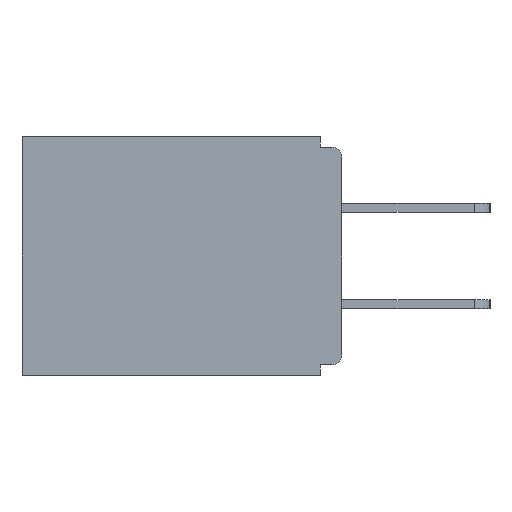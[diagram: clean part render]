
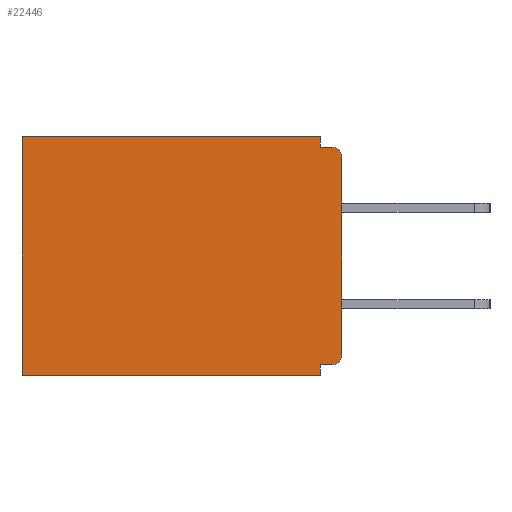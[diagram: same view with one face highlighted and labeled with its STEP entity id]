
A CAD part, left-side view. The second image highlights one B-rep face of the part: STEP entity #22446.
In plain terms, the highlighted planar face has unit normal (-1, 0, 0).
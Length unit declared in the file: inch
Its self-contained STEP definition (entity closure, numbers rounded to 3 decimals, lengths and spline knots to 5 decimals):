
#770 = VECTOR ( 'NONE', #17706, 39.37008 ) ;
#1278 = ORIENTED_EDGE ( 'NONE', *, *, #16571, .F. ) ;
#1709 = ORIENTED_EDGE ( 'NONE', *, *, #24483, .F. ) ;
#1802 = VECTOR ( 'NONE', #4932, 39.37008 ) ;
#2031 = EDGE_CURVE ( 'NONE', #21885, #6156, #24068, .T. ) ;
#2389 = LINE ( 'NONE', #26183, #12122 ) ;
#2425 = CARTESIAN_POINT ( 'NONE',  ( 0.298, 0.031, -0.328 ) ) ;
#2492 = DIRECTION ( 'NONE',  ( -1., 0., 0. ) ) ;
#2520 = LINE ( 'NONE', #9892, #13592 ) ;
#2598 = CARTESIAN_POINT ( 'NONE',  ( 0.298, 0., -0.313 ) ) ;
#2713 = EDGE_CURVE ( 'NONE', #21885, #16517, #11493, .T. ) ;
#2934 = CARTESIAN_POINT ( 'NONE',  ( 0.298, 0.015, -0.313 ) ) ;
#3215 = CARTESIAN_POINT ( 'NONE',  ( 0.298, 0.031, -0.015 ) ) ;
#3999 = DIRECTION ( 'NONE',  ( 0., 1., 0. ) ) ;
#4048 = EDGE_CURVE ( 'NONE', #18370, #11196, #2389, .T. ) ;
#4726 = CARTESIAN_POINT ( 'NONE',  ( 0.298, 0., 0. ) ) ;
#4932 = DIRECTION ( 'NONE',  ( 0., 0., -1. ) ) ;
#6156 = VERTEX_POINT ( 'NONE', #3215 ) ;
#6944 = LINE ( 'NONE', #4726, #13513 ) ;
#7440 = ORIENTED_EDGE ( 'NONE', *, *, #4048, .F. ) ;
#8112 = CARTESIAN_POINT ( 'NONE',  ( 0.298, 0.46, -0.343 ) ) ;
#8319 = DIRECTION ( 'NONE',  ( 0., 1., 0. ) ) ;
#9892 = CARTESIAN_POINT ( 'NONE',  ( 0.298, 0., -0.328 ) ) ;
#10613 = ORIENTED_EDGE ( 'NONE', *, *, #28464, .T. ) ;
#10949 = ORIENTED_EDGE ( 'NONE', *, *, #18773, .F. ) ;
#11167 = LINE ( 'NONE', #20614, #1802 ) ;
#11196 = VERTEX_POINT ( 'NONE', #8112 ) ;
#11493 = LINE ( 'NONE', #28315, #15976 ) ;
#11611 = CARTESIAN_POINT ( 'NONE',  ( 0.298, 0.015, -0.03 ) ) ;
#12122 = VECTOR ( 'NONE', #8319, 39.37008 ) ;
#12136 = CARTESIAN_POINT ( 'NONE',  ( 0.298, 0.031, -0.343 ) ) ;
#12249 = VERTEX_POINT ( 'NONE', #2598 ) ;
#12454 = CARTESIAN_POINT ( 'NONE',  ( 0.298, 0.031, 0. ) ) ;
#12467 = CIRCLE ( 'NONE', #12753, 0.015 ) ;
#12478 = VERTEX_POINT ( 'NONE', #14664 ) ;
#12686 = VERTEX_POINT ( 'NONE', #15930 ) ;
#12690 = DIRECTION ( 'NONE',  ( 1., 0., 0. ) ) ;
#12711 = CARTESIAN_POINT ( 'NONE',  ( 0.298, 0., -0.015 ) ) ;
#12753 = AXIS2_PLACEMENT_3D ( 'NONE', #11611, #2492, #20418 ) ;
#12970 = VERTEX_POINT ( 'NONE', #28354 ) ;
#12996 = ORIENTED_EDGE ( 'NONE', *, *, #25058, .T. ) ;
#13030 = FACE_OUTER_BOUND ( 'NONE', #26167, .T. ) ;
#13513 = VECTOR ( 'NONE', #26926, 39.37008 ) ;
#13592 = VECTOR ( 'NONE', #20857, 39.37008 ) ;
#14617 = EDGE_CURVE ( 'NONE', #12478, #22088, #2520, .T. ) ;
#14664 = CARTESIAN_POINT ( 'NONE',  ( 0.298, 0.015, -0.328 ) ) ;
#15930 = CARTESIAN_POINT ( 'NONE',  ( 0.298, 0., -0.03 ) ) ;
#15973 = VECTOR ( 'NONE', #19387, 39.37008 ) ;
#15976 = VECTOR ( 'NONE', #3999, 39.37008 ) ;
#16517 = VERTEX_POINT ( 'NONE', #26685 ) ;
#16571 = EDGE_CURVE ( 'NONE', #12686, #12249, #6944, .T. ) ;
#17706 = DIRECTION ( 'NONE',  ( 0., 0., -1. ) ) ;
#17769 = VECTOR ( 'NONE', #20957, 39.37008 ) ;
#18193 = CIRCLE ( 'NONE', #21045, 0.015 ) ;
#18343 = DIRECTION ( 'NONE',  ( 0., 0., -1. ) ) ;
#18370 = VERTEX_POINT ( 'NONE', #19836 ) ;
#18773 = EDGE_CURVE ( 'NONE', #6156, #12970, #18789, .T. ) ;
#18789 = LINE ( 'NONE', #12711, #15973 ) ;
#19288 = ORIENTED_EDGE ( 'NONE', *, *, #14617, .F. ) ;
#19387 = DIRECTION ( 'NONE',  ( 0., -1., 0. ) ) ;
#19446 = AXIS2_PLACEMENT_3D ( 'NONE', #23847, #12690, #24049 ) ;
#19836 = CARTESIAN_POINT ( 'NONE',  ( 0.298, 0.031, -0.343 ) ) ;
#20025 = CARTESIAN_POINT ( 'NONE',  ( 0.298, 0.031, -0.343 ) ) ;
#20418 = DIRECTION ( 'NONE',  ( 0., 0., -1. ) ) ;
#20614 = CARTESIAN_POINT ( 'NONE',  ( 0.298, 0.46, 0. ) ) ;
#20857 = DIRECTION ( 'NONE',  ( 0., 1., 0. ) ) ;
#20880 = EDGE_CURVE ( 'NONE', #12686, #12970, #12467, .T. ) ;
#20957 = DIRECTION ( 'NONE',  ( 0., 0., -1. ) ) ;
#21045 = AXIS2_PLACEMENT_3D ( 'NONE', #2934, #24971, #18343 ) ;
#21277 = LINE ( 'NONE', #12136, #17769 ) ;
#21885 = VERTEX_POINT ( 'NONE', #12454 ) ;
#22088 = VERTEX_POINT ( 'NONE', #2425 ) ;
#22446 = ADVANCED_FACE ( 'NONE', ( #13030 ), #26095, .F. ) ;
#23004 = ORIENTED_EDGE ( 'NONE', *, *, #2713, .T. ) ;
#23593 = ORIENTED_EDGE ( 'NONE', *, *, #2031, .F. ) ;
#23847 = CARTESIAN_POINT ( 'NONE',  ( 0.298, 0., 0. ) ) ;
#24049 = DIRECTION ( 'NONE',  ( 0., 0., -1. ) ) ;
#24068 = LINE ( 'NONE', #20025, #770 ) ;
#24483 = EDGE_CURVE ( 'NONE', #22088, #18370, #21277, .T. ) ;
#24971 = DIRECTION ( 'NONE',  ( -1., 0., 0. ) ) ;
#25058 = EDGE_CURVE ( 'NONE', #16517, #11196, #11167, .T. ) ;
#26095 = PLANE ( 'NONE',  #19446 ) ;
#26167 = EDGE_LOOP ( 'NONE', ( #26921, #10949, #23593, #23004, #12996, #7440, #1709, #19288, #10613, #1278 ) ) ;
#26183 = CARTESIAN_POINT ( 'NONE',  ( 0.298, 0., -0.343 ) ) ;
#26685 = CARTESIAN_POINT ( 'NONE',  ( 0.298, 0.46, 0. ) ) ;
#26921 = ORIENTED_EDGE ( 'NONE', *, *, #20880, .T. ) ;
#26926 = DIRECTION ( 'NONE',  ( 0., 0., -1. ) ) ;
#28315 = CARTESIAN_POINT ( 'NONE',  ( 0.298, 0., 0. ) ) ;
#28354 = CARTESIAN_POINT ( 'NONE',  ( 0.298, 0.015, -0.015 ) ) ;
#28464 = EDGE_CURVE ( 'NONE', #12478, #12249, #18193, .T. ) ;
